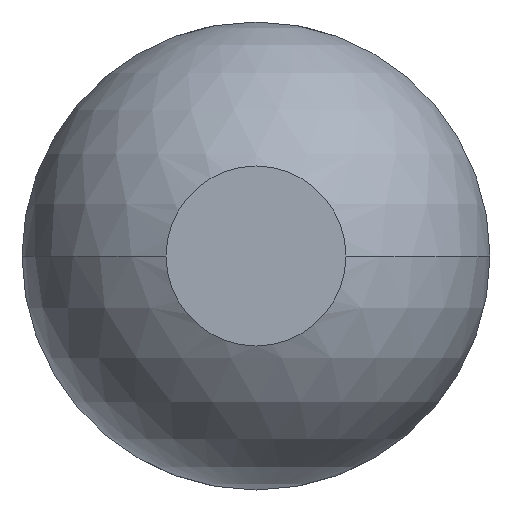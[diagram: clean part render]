
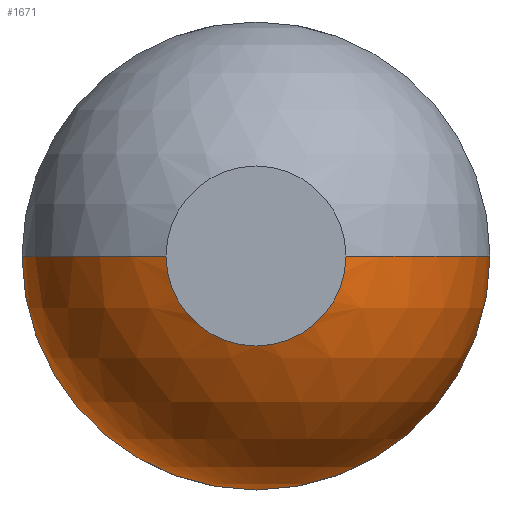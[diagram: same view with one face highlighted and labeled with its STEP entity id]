
A CAD part, front view. The second image highlights one B-rep face of the part: STEP entity #1671.
In plain terms, the highlighted spherical face has radius 0.39 mm.
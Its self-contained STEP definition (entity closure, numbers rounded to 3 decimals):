
#81 = VERTEX_POINT ( 'NONE', #2485 ) ;
#99 = DIRECTION ( 'NONE',  ( 0., 0., 1. ) ) ;
#378 = AXIS2_PLACEMENT_3D ( 'NONE', #2291, #3125, #1386 ) ;
#438 = ORIENTED_EDGE ( 'NONE', *, *, #1362, .F. ) ;
#568 = CARTESIAN_POINT ( 'NONE',  ( 0., -35.94, 0. ) ) ;
#620 = CIRCLE ( 'NONE', #1741, 0.39 ) ;
#659 = DIRECTION ( 'NONE',  ( 0., 0., -1. ) ) ;
#671 = EDGE_CURVE ( 'Defeature ausgef�hrt1_5+Defeature ausgef�hrt1_4+Defeature ausgef�hrt1_4+Defeature ausgef�hrt1_4', #2878, #2376, #1814, .T. ) ;
#692 = CARTESIAN_POINT ( 'NONE',  ( 0., -35.94, 0. ) ) ;
#695 = ORIENTED_EDGE ( 'NONE', *, *, #1520, .F. ) ;
#706 = DIRECTION ( 'NONE',  ( 0., -1., 0. ) ) ;
#779 = VERTEX_POINT ( 'NONE', #1680 ) ;
#839 = SPHERICAL_SURFACE ( 'NONE', #1009, 0.39 ) ;
#890 = AXIS2_PLACEMENT_3D ( 'NONE', #2124, #706, #2394 ) ;
#952 = AXIS2_PLACEMENT_3D ( 'NONE', #3191, #2002, #2580 ) ;
#975 = DIRECTION ( 'NONE',  ( 0., 0., -1. ) ) ;
#1009 = AXIS2_PLACEMENT_3D ( 'NONE', #692, #975, #1262 ) ;
#1031 = AXIS2_PLACEMENT_3D ( 'NONE', #568, #1096, #3699 ) ;
#1096 = DIRECTION ( 'NONE',  ( 0., 1., 0. ) ) ;
#1238 = CARTESIAN_POINT ( 'NONE',  ( 0., -36.3, 0. ) ) ;
#1262 = DIRECTION ( 'NONE',  ( 1., 0., 0. ) ) ;
#1362 = EDGE_CURVE ( 'Defeature ausgef�hrt1_5+Defeature ausgef�hrt1_4+Defeature ausgef�hrt1_4+Defeature ausgef�hrt1_4', #2376, #2610, #2128, .T. ) ;
#1386 = DIRECTION ( 'NONE',  ( -1., 0., 0. ) ) ;
#1520 = EDGE_CURVE ( 'NONE', #81, #2878, #620, .T. ) ;
#1577 = ORIENTED_EDGE ( 'NONE', *, *, #3478, .F. ) ;
#1671 = ADVANCED_FACE ( 'Defeature ausgef�hrt1_4', ( #2591 ), #839, .T. ) ;
#1680 = CARTESIAN_POINT ( 'NONE',  ( 0., -36.3, -0.15 ) ) ;
#1741 = AXIS2_PLACEMENT_3D ( 'NONE', #3225, #99, #3212 ) ;
#1814 = CIRCLE ( 'NONE', #1031, 0.39 ) ;
#1890 = CIRCLE ( 'NONE', #2351, 0.15 ) ;
#1900 = EDGE_CURVE ( 'Defeature ausgef�hrt1_8+Defeature ausgef�hrt1_4+Defeature ausgef�hrt1_4+Defeature ausgef�hrt1_4', #779, #81, #2546, .T. ) ;
#1958 = EDGE_LOOP ( 'NONE', ( #1577, #3135, #438, #3377, #695, #3363 ) ) ;
#2002 = DIRECTION ( 'NONE',  ( 0., 1., 0. ) ) ;
#2045 = CIRCLE ( 'NONE', #378, 0.39 ) ;
#2103 = CARTESIAN_POINT ( 'NONE',  ( 0.39, -35.94, 0. ) ) ;
#2124 = CARTESIAN_POINT ( 'NONE',  ( 0., -36.3, 0. ) ) ;
#2128 = CIRCLE ( 'NONE', #952, 0.39 ) ;
#2183 = CARTESIAN_POINT ( 'NONE',  ( -0.15, -36.3, 0. ) ) ;
#2291 = CARTESIAN_POINT ( 'NONE',  ( 0., -35.94, 0. ) ) ;
#2351 = AXIS2_PLACEMENT_3D ( 'NONE', #1238, #2358, #659 ) ;
#2358 = DIRECTION ( 'NONE',  ( 0., -1., 0. ) ) ;
#2376 = VERTEX_POINT ( 'NONE', #3302 ) ;
#2394 = DIRECTION ( 'NONE',  ( 0., 0., -1. ) ) ;
#2485 = CARTESIAN_POINT ( 'NONE',  ( 0.15, -36.3, 0. ) ) ;
#2546 = CIRCLE ( 'NONE', #890, 0.15 ) ;
#2580 = DIRECTION ( 'NONE',  ( 0., 0., 1. ) ) ;
#2591 = FACE_OUTER_BOUND ( 'NONE', #1958, .T. ) ;
#2610 = VERTEX_POINT ( 'NONE', #2817 ) ;
#2756 = EDGE_CURVE ( 'NONE', #3303, #2610, #2045, .T. ) ;
#2817 = CARTESIAN_POINT ( 'NONE',  ( -0.39, -35.94, 0. ) ) ;
#2878 = VERTEX_POINT ( 'NONE', #2103 ) ;
#3125 = DIRECTION ( 'NONE',  ( 0., 0., -1. ) ) ;
#3135 = ORIENTED_EDGE ( 'NONE', *, *, #2756, .T. ) ;
#3191 = CARTESIAN_POINT ( 'NONE',  ( 0., -35.94, 0. ) ) ;
#3212 = DIRECTION ( 'NONE',  ( 1., 0., 0. ) ) ;
#3225 = CARTESIAN_POINT ( 'NONE',  ( 0., -35.94, 0. ) ) ;
#3302 = CARTESIAN_POINT ( 'NONE',  ( 0., -35.94, -0.39 ) ) ;
#3303 = VERTEX_POINT ( 'NONE', #2183 ) ;
#3363 = ORIENTED_EDGE ( 'NONE', *, *, #1900, .F. ) ;
#3377 = ORIENTED_EDGE ( 'NONE', *, *, #671, .F. ) ;
#3478 = EDGE_CURVE ( 'Defeature ausgef�hrt1_8+Defeature ausgef�hrt1_4+Defeature ausgef�hrt1_4+Defeature ausgef�hrt1_4', #3303, #779, #1890, .T. ) ;
#3699 = DIRECTION ( 'NONE',  ( 0., 0., 1. ) ) ;
